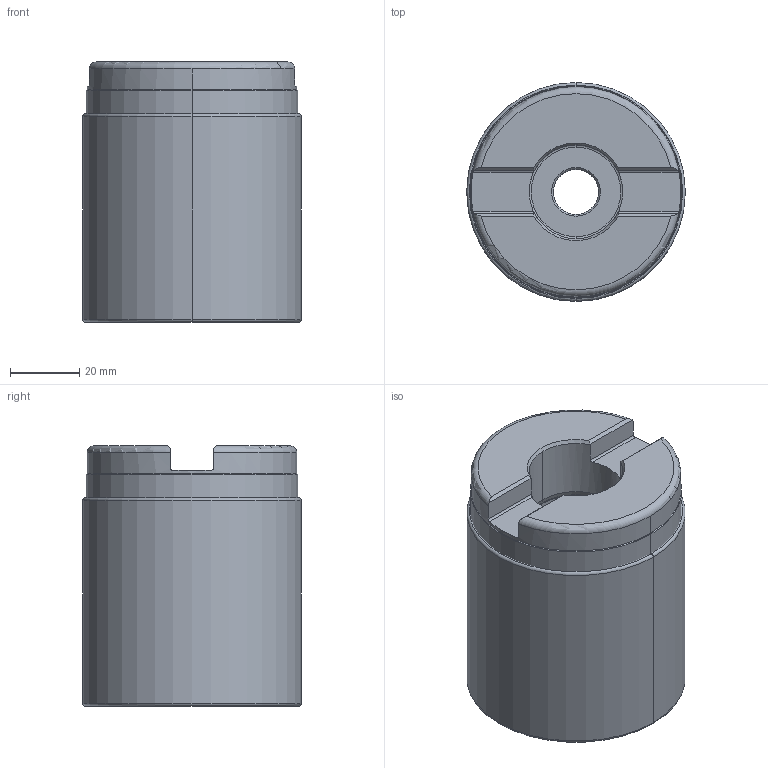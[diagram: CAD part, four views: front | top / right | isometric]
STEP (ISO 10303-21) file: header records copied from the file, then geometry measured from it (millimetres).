
FILE_DESCRIPTION((''),'2;1');
FILE_NAME('22J3G063059F2R00','2015-11-07T',('machinek'),(''),'PRO/ENGINEER BY PARAMETRIC TECHNOLOGY CORPORATION, 2011490','PRO/ENGINEER BY PARAMETRIC TECHNOLOGY CORPORATION, 2011490','');
FILE_SCHEMA(('AUTOMOTIVE_DESIGN { 1 2 10303 214 0 1 1 1 }'));
Length unit declared in the file: millimetre
Products named in the file (3): NOCUT; CUT; 22J3G063059F2R00
Assembly tree (2 placements, depth 2):
  22J3G063059F2R00
    NOCUT
    CUT
Bounding box: 63 x 63 x 75 mm (x, y, z)
Volume: 293928.2 mm3; surface area: 46987.6 mm2
Topology: 2 solids, 2 shells, 97 faces, 218 edges, 128 vertices
Faces by surface type: torus 34, cone 26, cylinder 20, plane 17
Entity records: 3661 total; most frequent: CARTESIAN_POINT 570, DIRECTION 540, ORIENTED_EDGE 432, AXIS2_PLACEMENT_3D 237, PRESENTATION_STYLE_ASSIGNMENT 226, STYLED_ITEM 226, CURVE_STYLE 224, EDGE_CURVE 216
